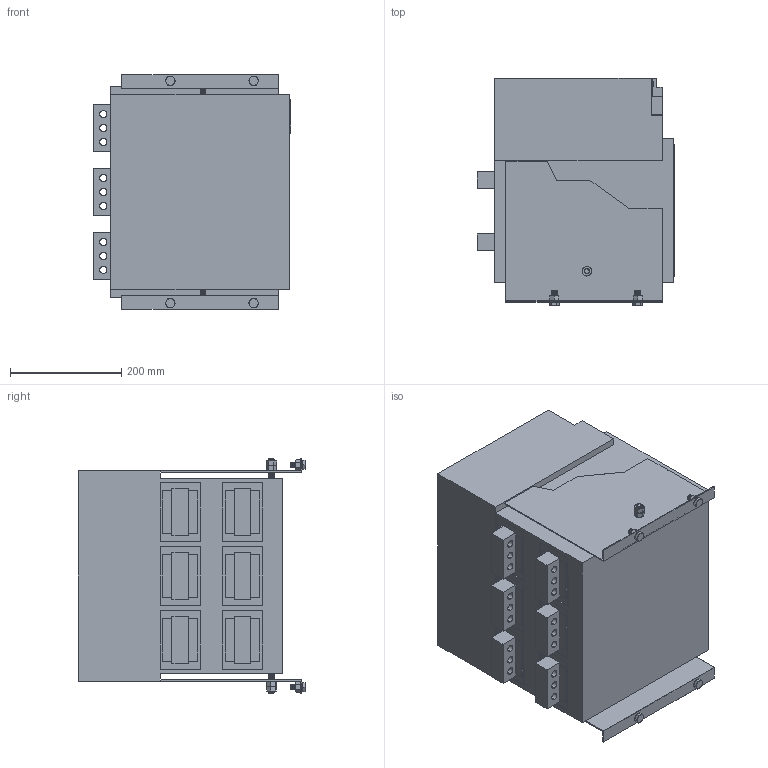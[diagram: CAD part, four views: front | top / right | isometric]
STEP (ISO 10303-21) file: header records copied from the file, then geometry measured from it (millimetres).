
FILE_DESCRIPTION (( 'STEP AP203' ), '1' );
FILE_NAME ('Âûêëþ÷àòåëè àâòîìàòè÷åñêèå ñåðèè ÂÀ-45 ñòàöèîíàðíûé 3200.STEP', '2016-11-02T19:33:13', ( '' ), ( '' ), 'SwSTEP 2.0', 'SolidWorks 2014', '' );
FILE_SCHEMA (( 'CONFIG_CONTROL_DESIGN' ));
Length unit declared in the file: millimetre
Products named in the file (6): studboltmfs_din_DIN 976-2 -- MFS M10 x 100 --- S; Âûêëþ÷àòåëè àâòîìàòè÷åñêèå ñåðèè ÂÀ-45 ñòàöèîíàðíûé 3200; pan head cross recess screw_din_ISO 7045 - M4 x 5 - Z --- 5N; hex screw gradeab fine_din_ISO 8676 - M10x1 x 20-S; hex nut style 2 gradeab_din_Hexagon Nut ISO 4033 - M10 - W - N
Assembly tree (19 placements, depth 2):
  Âûêëþ÷àòåëè àâòîìàòè÷åñêèå ñåðèè ÂÀ-45 ñòàöèîíàðíûé 3200
    Âûêëþ÷àòåëè àâòîìàòè÷åñêèå ñåðèè ÂÀ-45 ñòàöèîíàðíûé 3200
    hex screw gradeab fine_din_ISO 8676 - M10x1 x 20-S  x4
    studboltmfs_din_DIN 976-2 -- MFS M10 x 100 --- S  x2
    hex nut style 2 gradeab_din_Hexagon Nut ISO 4033 - M10 - W - N  x8
    pan head cross recess screw_din_ISO 7045 - M4 x 5 - Z --- 5N  x4
Bounding box: 356 x 408.4 x 422 mm (x, y, z)
Volume: 42226217.8 mm3; surface area: 1156978 mm2
Topology: 21 solids, 21 shells, 2232 faces, 5730 edges, 3576 vertices
Faces by surface type: cone 976, plane 654, cylinder 570, torus 24, sphere 8
Entity records: 35010 total; most frequent: DIRECTION 6174, CARTESIAN_POINT 5986, ORIENTED_EDGE 5748, EDGE_CURVE 2874, AXIS2_PLACEMENT_3D 2219, VERTEX_POINT 1835, LINE 1736, VECTOR 1736
